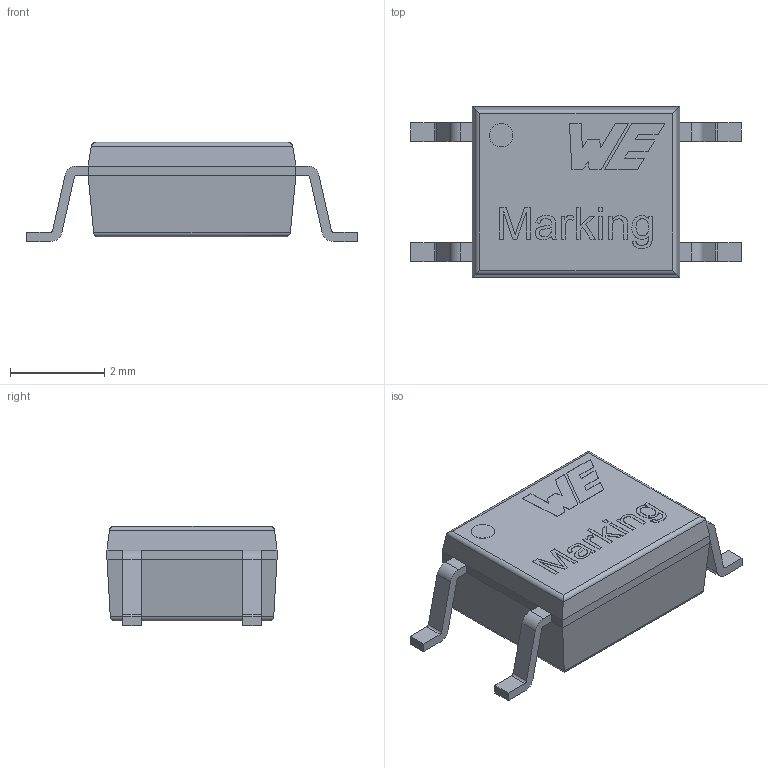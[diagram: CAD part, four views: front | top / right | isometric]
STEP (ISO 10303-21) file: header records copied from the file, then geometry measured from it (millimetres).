
FILE_DESCRIPTION(/* description */ ('Unknown'),/* implementation_level */ '2;1');
FILE_NAME(/* name */ 'WL-OCPT_140356xxx',/* time_stamp */ '2020-05-08T11:40:30+02:00',/* author */ ('Unknown'),/* organization */ ('Unknown'),/* preprocessor_version */ 'ST-DEVELOPER v16.7',/* originating_system */ 'DEX',/* authorisation */ $);
FILE_SCHEMA (('AUTOMOTIVE_DESIGN {1 0 10303 214 3 1 1}'));
Length unit declared in the file: millimetre
Products named in the file (3): WL-OCPT_140356xxx; Body; Pin
Assembly tree (2 placements, depth 2):
  WL-OCPT_140356xxx
    Body
    Pin
Bounding box: 7 x 3.6 x 2.1 mm (x, y, z)
Volume: 31.1 mm3; surface area: 92.1 mm2
Topology: 3 solids, 3 shells, 179 faces, 461 edges, 297 vertices
Faces by surface type: plane 138, cylinder 25, bspline 16
Full cylindrical faces by diameter (mm): 0.5 x1
Entity records: 6927 total; most frequent: CARTESIAN_POINT 1752, ORIENTED_EDGE 916, DIRECTION 738, EDGE_CURVE 458, LINE 338, VECTOR 338, VERTEX_POINT 296, AXIS2_PLACEMENT_3D 200
